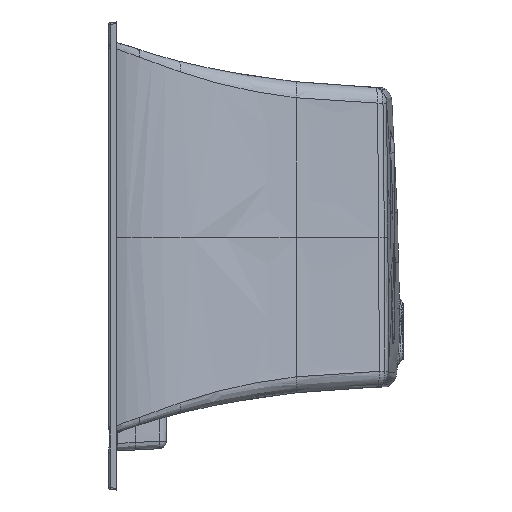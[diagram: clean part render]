
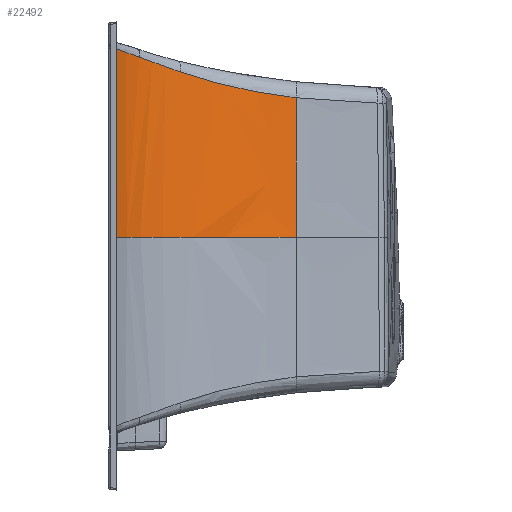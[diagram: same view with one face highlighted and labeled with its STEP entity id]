
A CAD part, left-side view. The second image highlights one B-rep face of the part: STEP entity #22492.
In plain terms, the highlighted face is a extrusion surface.
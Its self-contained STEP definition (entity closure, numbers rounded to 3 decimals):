
#2112=DIRECTION('',(0.,0.,-1.));
#2113=VECTOR('',#2112,303.072);
#2114=CARTESIAN_POINT('',(-829.439,-9.887,
333.072));
#2115=LINE('',#2114,#2113);
#2116=CARTESIAN_POINT('',(-829.439,-9.887,
333.072));
#2117=CARTESIAN_POINT('',(-829.33,-9.941,
333.049));
#2118=CARTESIAN_POINT('',(-828.586,-10.312,
332.872));
#2119=CARTESIAN_POINT('',(-827.19,-11.018,
332.604));
#2120=CARTESIAN_POINT('',(-824.643,-12.331,
332.054));
#2121=CARTESIAN_POINT('',(-821.477,-14.015,
331.377));
#2122=CARTESIAN_POINT('',(-817.716,-16.095,
330.545));
#2123=CARTESIAN_POINT('',(-813.993,-18.238,
329.704));
#2124=CARTESIAN_POINT('',(-810.309,-20.442,
328.851));
#2125=CARTESIAN_POINT('',(-806.664,-22.706,
327.987));
#2126=CARTESIAN_POINT('',(-803.06,-25.031,
327.112));
#2127=CARTESIAN_POINT('',(-799.498,-27.415,
326.226));
#2128=CARTESIAN_POINT('',(-795.979,-29.858,
325.329));
#2129=CARTESIAN_POINT('',(-792.502,-32.359,
324.421));
#2130=CARTESIAN_POINT('',(-789.07,-34.917,
323.5));
#2131=CARTESIAN_POINT('',(-785.682,-37.532,
322.567));
#2132=CARTESIAN_POINT('',(-782.339,-40.201,
321.622));
#2133=CARTESIAN_POINT('',(-777.944,-43.832,
320.341));
#2134=CARTESIAN_POINT('',(-774.717,-46.634,
319.361));
#2135=CARTESIAN_POINT('',(-772.598,-48.536,
318.695));
#2137=CARTESIAN_POINT('',(-772.598,-48.536,
318.695));
#2138=CARTESIAN_POINT('',(-770.828,-50.123,
318.138));
#2139=CARTESIAN_POINT('',(-767.333,-53.346,
317.009));
#2140=CARTESIAN_POINT('',(-761.782,-58.742,
315.104));
#2141=CARTESIAN_POINT('',(-755.972,-64.732,
312.959));
#2142=CARTESIAN_POINT('',(-750.953,-70.247,
310.962));
#2143=CARTESIAN_POINT('',(-747.045,-74.744,
309.323));
#2144=CARTESIAN_POINT('',(-743.206,-79.298,
307.659));
#2145=CARTESIAN_POINT('',(-738.538,-85.092,
305.537));
#2146=CARTESIAN_POINT('',(-733.138,-92.198,
302.937));
#2147=CARTESIAN_POINT('',(-727.932,-99.451,
300.301));
#2148=CARTESIAN_POINT('',(-722.912,-106.845,
297.648));
#2149=CARTESIAN_POINT('',(-719.684,-111.863,
295.878));
#2150=CARTESIAN_POINT('',(-718.098,-114.394,
294.996));
#2152=CARTESIAN_POINT('',(-718.098,-114.394,
294.996));
#2153=CARTESIAN_POINT('',(-714.629,-119.931,
293.066));
#2154=CARTESIAN_POINT('',(-709.063,-129.344,
289.869));
#2155=CARTESIAN_POINT('',(-701.736,-142.911,
285.585));
#2156=CARTESIAN_POINT('',(-693.76,-158.745,
280.876));
#2157=CARTESIAN_POINT('',(-684.508,-179.055,
275.379));
#2158=CARTESIAN_POINT('',(-674.369,-204.133,
269.444));
#2159=CARTESIAN_POINT('',(-666.035,-226.981,
264.761));
#2160=CARTESIAN_POINT('',(-659.204,-247.35,
261.094));
#2161=CARTESIAN_POINT('',(-653.636,-265.086,
258.237));
#2162=CARTESIAN_POINT('',(-648.469,-282.641,
255.726));
#2163=CARTESIAN_POINT('',(-645.229,-294.318,
254.253));
#2164=CARTESIAN_POINT('',(-643.694,-300.,
253.577));
#2231=CARTESIAN_POINT('',(-643.694,-300.,
253.577));
#2373=DIRECTION('',(0.,0.,-1.));
#2374=VECTOR('',#2373,223.577);
#2375=CARTESIAN_POINT('',(-643.694,-300.,
253.577));
#2376=LINE('',#2375,#2374);
#4861=CARTESIAN_POINT('',(-643.694,-300.,30.));
#4862=CARTESIAN_POINT('',(-647.866,-284.556,30.));
#4863=CARTESIAN_POINT('',(-657.139,-252.598,30.));
#4864=CARTESIAN_POINT('',(-673.994,-203.861,30.));
#4865=CARTESIAN_POINT('',(-695.161,-153.862,30.));
#4866=CARTESIAN_POINT('',(-724.681,-100.967,30.));
#4867=CARTESIAN_POINT('',(-766.243,-49.99,30.));
#4868=CARTESIAN_POINT('',(-806.239,-21.447,30.));
#4869=CARTESIAN_POINT('',(-829.439,-9.887,30.));
#15448=VERTEX_POINT('',#2137);
#15449=VERTEX_POINT('',#2150);
#15450=CARTESIAN_POINT('',(-643.694,-300.,30.));
#15452=VERTEX_POINT('',#15450);
#15477=VERTEX_POINT('',#2231);
#15802=CARTESIAN_POINT('',(-829.439,-9.887,30.));
#15803=VERTEX_POINT('',#15802);
#15804=CARTESIAN_POINT('',(-829.439,-9.887,
333.072));
#15805=VERTEX_POINT('',#15804);
#22466=CARTESIAN_POINT('',(-642.81,-303.29,30.));
#22467=CARTESIAN_POINT('',(-647.238,-286.726,30.));
#22468=CARTESIAN_POINT('',(-656.771,-253.661,30.));
#22469=CARTESIAN_POINT('',(-673.994,-203.861,30.));
#22470=CARTESIAN_POINT('',(-695.161,-153.862,30.));
#22471=CARTESIAN_POINT('',(-724.681,-100.967,30.));
#22472=CARTESIAN_POINT('',(-766.173,-50.077,30.));
#22473=CARTESIAN_POINT('',(-807.074,-20.85,30.));
#22474=CARTESIAN_POINT('',(-831.489,-8.873,30.));
#22475=CARTESIAN_POINT('',(-832.688,-8.296,30.));
#22477=DIRECTION('',(0.,0.,-1.));
#22478=VECTOR('',#22477,1.);
#22479=SURFACE_OF_LINEAR_EXTRUSION('',#22476,#22478);
#22480=ORIENTED_EDGE('',*,*,#22457,.F.);
#22481=ORIENTED_EDGE('',*,*,#17999,.T.);
#22483=ORIENTED_EDGE('',*,*,#22482,.T.);
#22485=ORIENTED_EDGE('',*,*,#22484,.T.);
#22487=ORIENTED_EDGE('',*,*,#22486,.T.);
#22489=ORIENTED_EDGE('',*,*,#22488,.T.);
#22490=EDGE_LOOP('',(#22480,#22481,#22483,#22485,#22487,#22489));
#22491=FACE_OUTER_BOUND('',#22490,.F.);
#22492=ADVANCED_FACE('',(#22491),#22479,.T.);
#2136=B_SPLINE_CURVE_WITH_KNOTS('',3,(#2116,#2117,#2118,#2119,#2120,#2121,#2122,
#2123,#2124,#2125,#2126,#2127,#2128,#2129,#2130,#2131,#2132,#2133,#2134,#2135),
.UNSPECIFIED.,.F.,.F.,(4,1,1,1,1,1,1,1,1,1,1,1,1,1,1,1,1,4),(0.,
0.005,0.036,0.067,0.13,
0.192,0.254,0.316,0.378,
0.44,0.503,0.565,0.627,
0.689,0.751,0.813,0.876,1.),
.UNSPECIFIED.);
#2151=B_SPLINE_CURVE_WITH_KNOTS('',3,(#2137,#2138,#2139,#2140,#2141,#2142,#2143,
#2144,#2145,#2146,#2147,#2148,#2149,#2150),.UNSPECIFIED.,.F.,.F.,(4,1,1,1,1,1,1,
1,1,1,1,4),(0.,0.083,0.166,0.27,
0.374,0.426,0.478,0.583,
0.687,0.791,0.896,1.),.UNSPECIFIED.);
#2165=B_SPLINE_CURVE_WITH_KNOTS('',3,(#2152,#2153,#2154,#2155,#2156,#2157,#2158,
#2159,#2160,#2161,#2162,#2163,#2164),.UNSPECIFIED.,.F.,.F.,(4,1,1,1,1,1,1,1,1,1,
4),(0.,0.101,0.169,0.236,
0.371,0.506,0.641,0.732,
0.823,0.914,1.),.UNSPECIFIED.);
#4870=B_SPLINE_CURVE_WITH_KNOTS('',3,(#4861,#4862,#4863,#4864,#4865,#4866,#4867,
#4868,#4869),.UNSPECIFIED.,.F.,.F.,(4,1,1,1,1,1,4),(0.,0.134,
0.279,0.434,0.59,0.794,1.),
.UNSPECIFIED.);
#17999=EDGE_CURVE('',#15805,#15448,#2136,.T.);
#22457=EDGE_CURVE('',#15805,#15803,#2115,.T.);
#22476=B_SPLINE_CURVE_WITH_KNOTS('',3,(#22466,#22467,#22468,#22469,#22470,
#22471,#22472,#22473,#22474,#22475),.UNSPECIFIED.,.F.,.F.,(4,1,1,1,1,1,1,4),(
0.,0.14,0.283,0.436,0.588,
0.789,0.99,1.),.UNSPECIFIED.);
#22482=EDGE_CURVE('',#15448,#15449,#2151,.T.);
#22484=EDGE_CURVE('',#15449,#15477,#2165,.T.);
#22486=EDGE_CURVE('',#15477,#15452,#2376,.T.);
#22488=EDGE_CURVE('',#15452,#15803,#4870,.T.);
